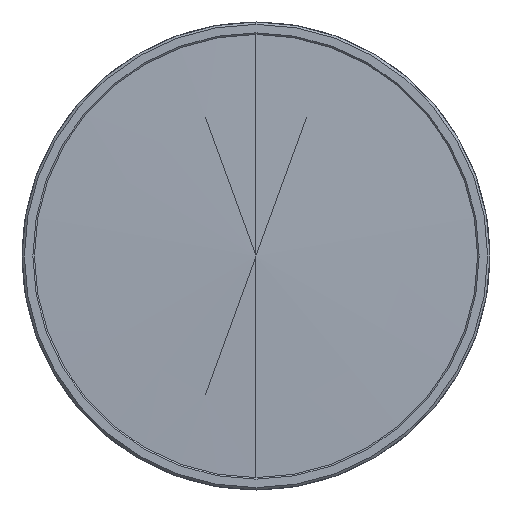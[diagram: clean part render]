
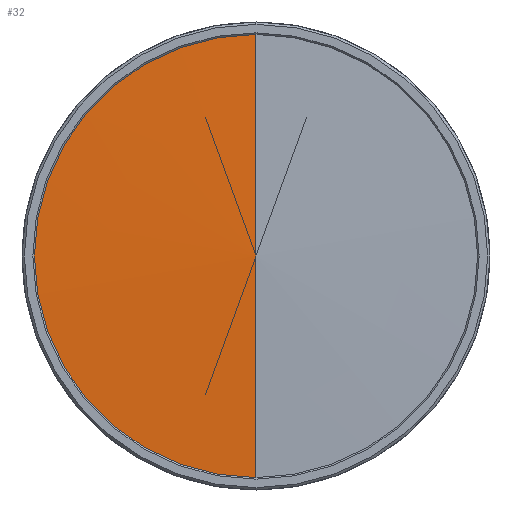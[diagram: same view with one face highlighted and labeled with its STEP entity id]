
A CAD part, left-side view. The second image highlights one B-rep face of the part: STEP entity #32.
In plain terms, the highlighted conical face has half-angle 88.56 degrees and reference radius 145.946 mm.
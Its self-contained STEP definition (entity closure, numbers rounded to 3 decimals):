
#32 = ADVANCED_FACE ( 'NONE', ( #2882 ), #5036, .T. ) ;
#305 = DIRECTION ( 'NONE',  ( 1., 0., 0. ) ) ;
#604 = EDGE_LOOP ( 'NONE', ( #3249, #5534, #1427 ) ) ;
#753 = AXIS2_PLACEMENT_3D ( 'NONE', #6878, #305, #785 ) ;
#785 = DIRECTION ( 'NONE',  ( 0., 0., -1. ) ) ;
#1222 = VERTEX_POINT ( 'NONE', #3899 ) ;
#1374 = VECTOR ( 'NONE', #2824, 1000. ) ;
#1427 = ORIENTED_EDGE ( 'NONE', *, *, #2662, .F. ) ;
#1468 = VECTOR ( 'NONE', #3421, 1000. ) ;
#1510 = CARTESIAN_POINT ( 'NONE',  ( 3.57, 0., 142.05 ) ) ;
#1648 = CARTESIAN_POINT ( 'NONE',  ( 3.668, 0., -145.946 ) ) ;
#1810 = LINE ( 'NONE', #1648, #1374 ) ;
#2109 = DIRECTION ( 'NONE',  ( 1., 0., 0. ) ) ;
#2662 = EDGE_CURVE ( 'NONE', #6674, #5107, #7146, .T. ) ;
#2824 = DIRECTION ( 'NONE',  ( 0.025, 0., -1. ) ) ;
#2882 = FACE_OUTER_BOUND ( 'NONE', #604, .T. ) ;
#2968 = AXIS2_PLACEMENT_3D ( 'NONE', #3694, #2109, #4359 ) ;
#3020 = LINE ( 'NONE', #4033, #1468 ) ;
#3249 = ORIENTED_EDGE ( 'NONE', *, *, #3940, .F. ) ;
#3421 = DIRECTION ( 'NONE',  ( 0.025, 0., 1. ) ) ;
#3694 = CARTESIAN_POINT ( 'NONE',  ( 3.668, 0., 0. ) ) ;
#3899 = CARTESIAN_POINT ( 'NONE',  ( 0., 0., 0. ) ) ;
#3940 = EDGE_CURVE ( 'NONE', #1222, #6674, #1810, .T. ) ;
#4033 = CARTESIAN_POINT ( 'NONE',  ( 3.668, 0., 145.946 ) ) ;
#4359 = DIRECTION ( 'NONE',  ( 0., 0., -1. ) ) ;
#4382 = EDGE_CURVE ( 'NONE', #1222, #5107, #3020, .T. ) ;
#5036 = CONICAL_SURFACE ( 'NONE', #2968, 145.946, 1.546 ) ;
#5074 = CARTESIAN_POINT ( 'NONE',  ( 3.57, 0., -142.05 ) ) ;
#5107 = VERTEX_POINT ( 'NONE', #1510 ) ;
#5534 = ORIENTED_EDGE ( 'NONE', *, *, #4382, .T. ) ;
#6674 = VERTEX_POINT ( 'NONE', #5074 ) ;
#6878 = CARTESIAN_POINT ( 'NONE',  ( 3.57, 0., 0. ) ) ;
#7146 = CIRCLE ( 'NONE', #753, 142.05 ) ;
